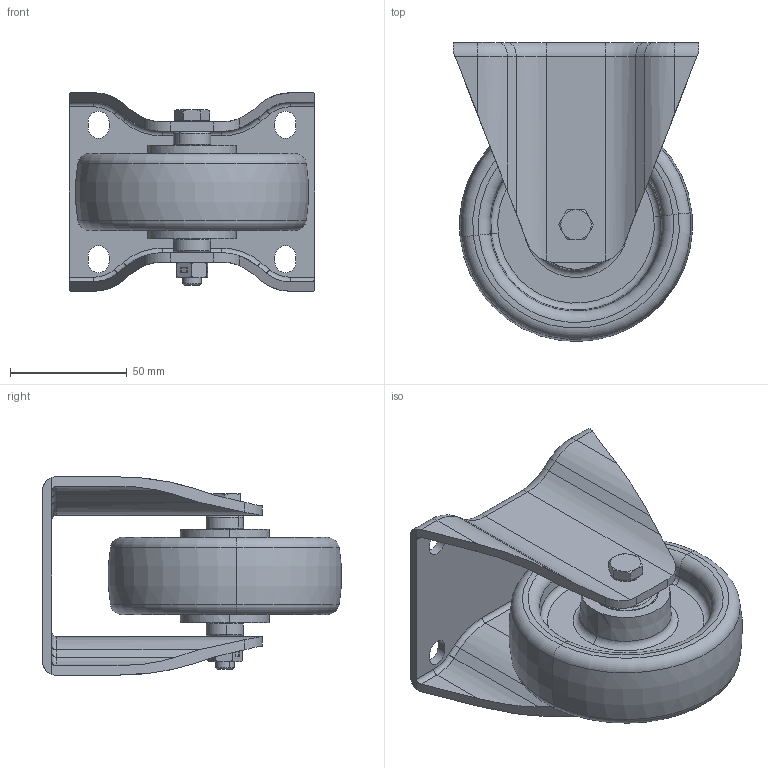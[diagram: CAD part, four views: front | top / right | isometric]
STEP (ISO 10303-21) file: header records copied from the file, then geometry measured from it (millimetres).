
FILE_DESCRIPTION (( 'STEP AP214' ), '1' );
FILE_NAME ('0014581_B-IG-PAM-100-K.STEP', '2019-09-26T10:55:35', ( '' ), ( '' ), 'SwSTEP 2.0', 'SolidWorks 2018', '' );
FILE_SCHEMA (( 'AUTOMOTIVE_DESIGN' ));
Length unit declared in the file: millimetre
Products named in the file (1): 0014581_B-IG-PAM-100-K
Bounding box: 105 x 127.88 x 85 mm (x, y, z)
Volume: 264995.6 mm3; surface area: 92891.2 mm2
Topology: 13 solids, 13 shells, 360 faces, 804 edges, 488 vertices
Faces by surface type: cylinder 126, plane 110, torus 84, cone 40
Entity records: 14390 total; most frequent: CARTESIAN_POINT 2029, DIRECTION 1886, ORIENTED_EDGE 1608, EDGE_CURVE 804, AXIS2_PLACEMENT_3D 789, VERTEX_POINT 488, CIRCLE 428, EDGE_LOOP 412
